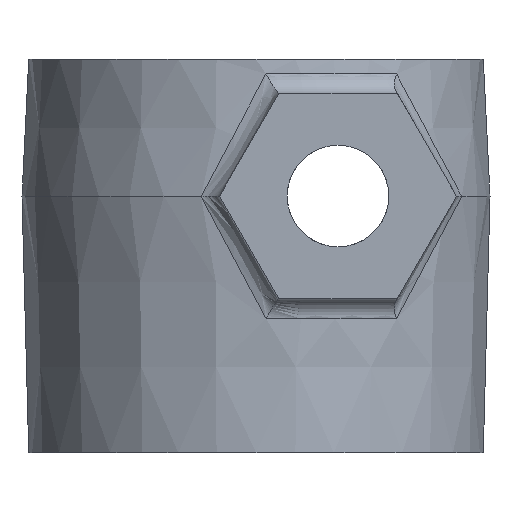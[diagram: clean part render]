
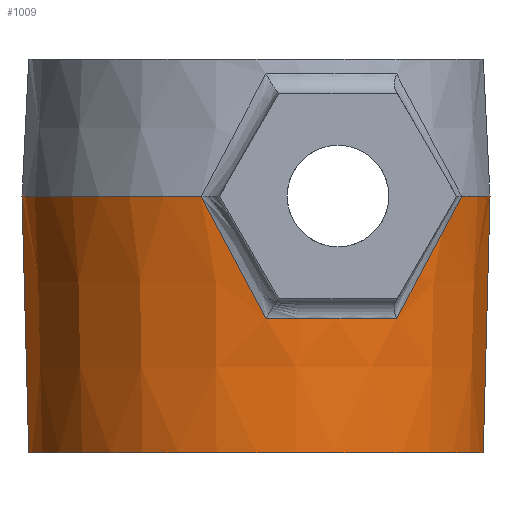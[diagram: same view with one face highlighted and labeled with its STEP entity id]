
A CAD part, front view. The second image highlights one B-rep face of the part: STEP entity #1009.
In plain terms, the highlighted conical face has half-angle 1.5 degrees and reference radius 26.392 mm.
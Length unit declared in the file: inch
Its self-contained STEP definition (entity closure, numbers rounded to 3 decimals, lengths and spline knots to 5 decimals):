
#334 = CARTESIAN_POINT ( 'NONE',  ( 1.06978, 0., 2.346 ) ) ;
#335 = CARTESIAN_POINT ( 'NONE',  ( -1.06978, 0., 2.346 ) ) ;
#340 = CARTESIAN_POINT ( 'NONE',  ( -1.03906, 0., 1.173 ) ) ;
#359 = CARTESIAN_POINT ( 'NONE',  ( 1.03906, 0., 1.173 ) ) ;
#360 = CARTESIAN_POINT ( 'NONE',  ( 0.94102, -0.50883, 2.346 ) ) ;
#651 = CARTESIAN_POINT ( 'NONE',  ( -0.25158, -1.03978, 2.346 ) ) ;
#659 = CARTESIAN_POINT ( 'NONE',  ( 0.6428, -0.83669, 1.78546 ) ) ;
#660 = CARTESIAN_POINT ( 'NONE',  ( 0.04587, -1.0541, 1.78546 ) ) ;
#925 = CIRCLE ( 'NONE', #2903, 1.06978 ) ;
#952 = CIRCLE ( 'NONE', #2904, 1.0551 ) ;
#959 = CIRCLE ( 'NONE', #2901, 1.03906 ) ;
#1009 = ADVANCED_FACE ( 'NONE', ( #3031 ), #3146, .T. ) ;
#1029 = EDGE_CURVE ( 'NONE', #1453, #1448, #3307, .T. ) ;
#1420 = VERTEX_POINT ( 'NONE', #334 ) ;
#1448 = VERTEX_POINT ( 'NONE', #335 ) ;
#1453 = VERTEX_POINT ( 'NONE', #340 ) ;
#1474 = ORIENTED_EDGE ( 'NONE', *, *, #3703, .T. ) ;
#1520 = VERTEX_POINT ( 'NONE', #359 ) ;
#1528 = VERTEX_POINT ( 'NONE', #360 ) ;
#1563 = ORIENTED_EDGE ( 'NONE', *, *, #3632, .F. ) ;
#1565 = ORIENTED_EDGE ( 'NONE', *, *, #1029, .F. ) ;
#1586 = ORIENTED_EDGE ( 'NONE', *, *, #3698, .T. ) ;
#1635 = ORIENTED_EDGE ( 'NONE', *, *, #3647, .T. ) ;
#1636 = ORIENTED_EDGE ( 'NONE', *, *, #3700, .F. ) ;
#1637 = ORIENTED_EDGE ( 'NONE', *, *, #3701, .T. ) ;
#1638 = ORIENTED_EDGE ( 'NONE', *, *, #3702, .T. ) ;
#1681 = VERTEX_POINT ( 'NONE', #659 ) ;
#1682 = VERTEX_POINT ( 'NONE', #660 ) ;
#1683 = VERTEX_POINT ( 'NONE', #651 ) ;
#1804 = EDGE_LOOP ( 'NONE', ( #1565, #1586, #1635, #1636, #1637, #1638, #1474, #1563 ) ) ;
#1943 = AXIS2_PLACEMENT_3D ( 'NONE', #3503, #3502, #3495 ) ;
#2186 = CARTESIAN_POINT ( 'NONE',  ( 0., 0., 1.173 ) ) ;
#2187 = DIRECTION ( 'NONE',  ( 0., 0., 1. ) ) ;
#2188 = DIRECTION ( 'NONE',  ( 1., 0., 0. ) ) ;
#2192 = CARTESIAN_POINT ( 'NONE',  ( 0.94102, -0.50883, 2.346 ) ) ;
#2193 = CARTESIAN_POINT ( 'NONE',  ( 0.91915, -0.54702, 2.30494 ) ) ;
#2194 = CARTESIAN_POINT ( 'NONE',  ( 0., 0., 2.346 ) ) ;
#2195 = DIRECTION ( 'NONE',  ( 0., 0., 1. ) ) ;
#2196 = DIRECTION ( 'NONE',  ( -1., 0., 0. ) ) ;
#2198 = CARTESIAN_POINT ( 'NONE',  ( 0.89609, -0.58165, 2.26164 ) ) ;
#2199 = CARTESIAN_POINT ( 'NONE',  ( 0.84822, -0.6456, 2.17171 ) ) ;
#2200 = CARTESIAN_POINT ( 'NONE',  ( 0.8236, -0.67463, 2.12545 ) ) ;
#2201 = CARTESIAN_POINT ( 'NONE',  ( 0.77344, -0.72801, 2.03116 ) ) ;
#2202 = CARTESIAN_POINT ( 'NONE',  ( 0.74786, -0.75237, 1.98308 ) ) ;
#2203 = CARTESIAN_POINT ( 'NONE',  ( 0.69591, -0.79728, 1.88538 ) ) ;
#2204 = CARTESIAN_POINT ( 'NONE',  ( 0.66953, -0.81781, 1.83575 ) ) ;
#2205 = CARTESIAN_POINT ( 'NONE',  ( 0.6428, -0.83669, 1.78546 ) ) ;
#2206 = CARTESIAN_POINT ( 'NONE',  ( 0.04587, -1.0541, 1.78546 ) ) ;
#2207 = CARTESIAN_POINT ( 'NONE',  ( -0.00369, -1.05871, 1.87896 ) ) ;
#2208 = CARTESIAN_POINT ( 'NONE',  ( 0., 0., 1.78546 ) ) ;
#2209 = DIRECTION ( 'NONE',  ( 0., 0., -1. ) ) ;
#2210 = DIRECTION ( 'NONE',  ( 1., 0., 0. ) ) ;
#2212 = CARTESIAN_POINT ( 'NONE',  ( -0.05335, -1.05982, 1.97259 ) ) ;
#2213 = CARTESIAN_POINT ( 'NONE',  ( -0.15254, -1.05508, 2.15951 ) ) ;
#2214 = CARTESIAN_POINT ( 'NONE',  ( -0.20208, -1.04924, 2.25283 ) ) ;
#2215 = CARTESIAN_POINT ( 'NONE',  ( -0.25158, -1.03978, 2.346 ) ) ;
#2339 = DIRECTION ( 'NONE',  ( -0.026, 0., 1. ) ) ;
#2342 = CARTESIAN_POINT ( 'NONE',  ( -1.03906, 0., 1.173 ) ) ;
#2679 = B_SPLINE_CURVE_WITH_KNOTS ( 'NONE', 3,
 ( #2206, #2207, #2212, #2213, #2214, #2215 ),
 .UNSPECIFIED., .F., .F.,
 ( 4, 2, 4 ),
 ( 0., 0.00807, 0.01614 ),
 .UNSPECIFIED. ) ;
#2687 = B_SPLINE_CURVE_WITH_KNOTS ( 'NONE', 3,
 ( #2192, #2193, #2198, #2199, #2200, #2201, #2202, #2203, #2204, #2205 ),
 .UNSPECIFIED., .F., .F.,
 ( 4, 2, 2, 2, 4 ),
 ( 0., 0.00458, 0.00915, 0.01373, 0.0183 ),
 .UNSPECIFIED. ) ;
#2721 = CARTESIAN_POINT ( 'NONE',  ( 0., 0., 2.346 ) ) ;
#2722 = DIRECTION ( 'NONE',  ( 0., 0., 1. ) ) ;
#2723 = DIRECTION ( 'NONE',  ( -1., 0., 0. ) ) ;
#2791 = CARTESIAN_POINT ( 'NONE',  ( 1.03906, 0., 1.173 ) ) ;
#2793 = DIRECTION ( 'NONE',  ( 0.026, 0., 1. ) ) ;
#2890 = AXIS2_PLACEMENT_3D ( 'NONE', #2721, #2722, #2723 ) ;
#2901 = AXIS2_PLACEMENT_3D ( 'NONE', #2186, #2187, #2188 ) ;
#2903 = AXIS2_PLACEMENT_3D ( 'NONE', #2194, #2195, #2196 ) ;
#2904 = AXIS2_PLACEMENT_3D ( 'NONE', #2208, #2209, #2210 ) ;
#3031 = FACE_OUTER_BOUND ( 'NONE', #1804, .T. ) ;
#3037 = CIRCLE ( 'NONE', #2890, 1.06978 ) ;
#3146 = CONICAL_SURFACE ( 'NONE', #1943, 1.03906, 0.026 ) ;
#3186 = LINE ( 'NONE', #2791, #3286 ) ;
#3286 = VECTOR ( 'NONE', #2793, 39.37008 ) ;
#3307 = LINE ( 'NONE', #2342, #3313 ) ;
#3313 = VECTOR ( 'NONE', #2339, 39.37008 ) ;
#3495 = DIRECTION ( 'NONE',  ( 1., 0., 0. ) ) ;
#3502 = DIRECTION ( 'NONE',  ( 0., 0., 1. ) ) ;
#3503 = CARTESIAN_POINT ( 'NONE',  ( 0., 0., 1.173 ) ) ;
#3632 = EDGE_CURVE ( 'NONE', #1448, #1683, #3037, .T. ) ;
#3647 = EDGE_CURVE ( 'NONE', #1520, #1420, #3186, .T. ) ;
#3698 = EDGE_CURVE ( 'NONE', #1453, #1520, #959, .T. ) ;
#3700 = EDGE_CURVE ( 'NONE', #1528, #1420, #925, .T. ) ;
#3701 = EDGE_CURVE ( 'NONE', #1528, #1681, #2687, .T. ) ;
#3702 = EDGE_CURVE ( 'NONE', #1681, #1682, #952, .T. ) ;
#3703 = EDGE_CURVE ( 'NONE', #1682, #1683, #2679, .T. ) ;
